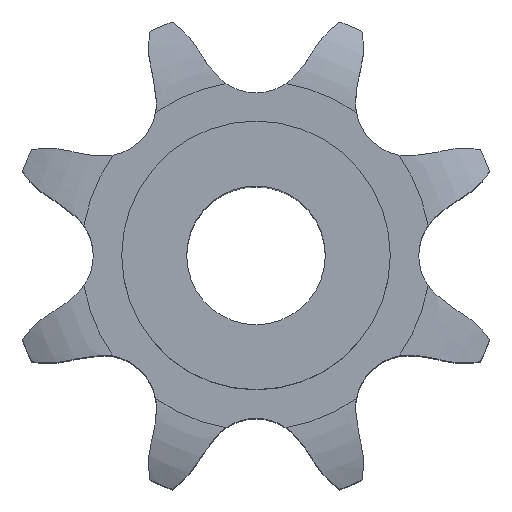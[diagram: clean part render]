
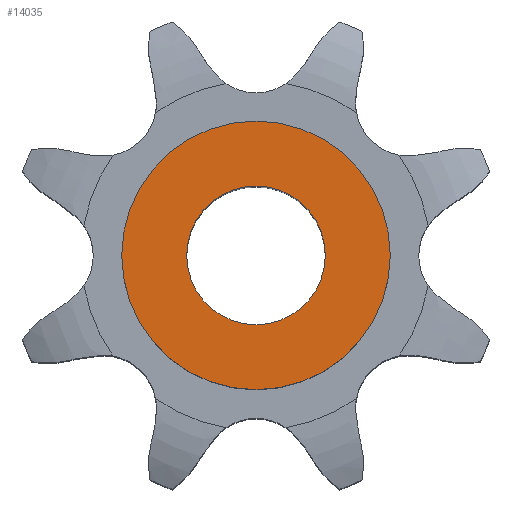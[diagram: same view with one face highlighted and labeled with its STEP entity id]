
A CAD part, top view. The second image highlights one B-rep face of the part: STEP entity #14035.
In plain terms, the highlighted planar face has unit normal (0, 0, 1).
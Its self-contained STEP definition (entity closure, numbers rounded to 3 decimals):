
#7715 = CYLINDRICAL_SURFACE('',#7716,8.);
#7716 = AXIS2_PLACEMENT_3D('',#7717,#7718,#7719);
#7717 = CARTESIAN_POINT('',(0.,0.,121.735));
#7718 = DIRECTION('',(0.,0.,1.));
#7719 = DIRECTION('',(1.,0.,0.));
#9647 = EDGE_CURVE('',#9648,#9648,#9650,.T.);
#9648 = VERTEX_POINT('',#9649);
#9649 = CARTESIAN_POINT('',(8.,0.,65.));
#9650 = SURFACE_CURVE('',#9651,(#9656,#9663),.PCURVE_S1.);
#9651 = CIRCLE('',#9652,8.);
#9652 = AXIS2_PLACEMENT_3D('',#9653,#9654,#9655);
#9653 = CARTESIAN_POINT('',(0.,0.,65.));
#9654 = DIRECTION('',(0.,0.,1.));
#9655 = DIRECTION('',(1.,0.,0.));
#9656 = PCURVE('',#7715,#9657);
#9657 = DEFINITIONAL_REPRESENTATION('',(#9658),#9662);
#9658 = LINE('',#9659,#9660);
#9659 = CARTESIAN_POINT('',(0.,-56.735));
#9660 = VECTOR('',#9661,1.);
#9661 = DIRECTION('',(1.,0.));
#9662 = ( GEOMETRIC_REPRESENTATION_CONTEXT(2) 
PARAMETRIC_REPRESENTATION_CONTEXT() REPRESENTATION_CONTEXT('2D SPACE',''
  ) );
#9663 = PCURVE('',#9664,#9669);
#9664 = PLANE('',#9665);
#9665 = AXIS2_PLACEMENT_3D('',#9666,#9667,#9668);
#9666 = CARTESIAN_POINT('',(0.,0.,65.)
  );
#9667 = DIRECTION('',(0.,0.,1.));
#9668 = DIRECTION('',(1.,0.,0.));
#9669 = DEFINITIONAL_REPRESENTATION('',(#9670),#9674);
#9670 = CIRCLE('',#9671,8.);
#9671 = AXIS2_PLACEMENT_2D('',#9672,#9673);
#9672 = CARTESIAN_POINT('',(0.,0.));
#9673 = DIRECTION('',(1.,0.));
#9674 = ( GEOMETRIC_REPRESENTATION_CONTEXT(2) 
PARAMETRIC_REPRESENTATION_CONTEXT() REPRESENTATION_CONTEXT('2D SPACE',''
  ) );
#14035 = ADVANCED_FACE('',(#14036,#14067),#9664,.T.);
#14036 = FACE_BOUND('',#14037,.T.);
#14037 = EDGE_LOOP('',(#14038));
#14038 = ORIENTED_EDGE('',*,*,#14039,.T.);
#14039 = EDGE_CURVE('',#14040,#14040,#14042,.T.);
#14040 = VERTEX_POINT('',#14041);
#14041 = CARTESIAN_POINT('',(15.5,0.,65.));
#14042 = SURFACE_CURVE('',#14043,(#14048,#14055),.PCURVE_S1.);
#14043 = CIRCLE('',#14044,15.5);
#14044 = AXIS2_PLACEMENT_3D('',#14045,#14046,#14047);
#14045 = CARTESIAN_POINT('',(0.,0.,65.));
#14046 = DIRECTION('',(0.,0.,1.));
#14047 = DIRECTION('',(1.,0.,0.));
#14048 = PCURVE('',#9664,#14049);
#14049 = DEFINITIONAL_REPRESENTATION('',(#14050),#14054);
#14050 = CIRCLE('',#14051,15.5);
#14051 = AXIS2_PLACEMENT_2D('',#14052,#14053);
#14052 = CARTESIAN_POINT('',(0.,0.));
#14053 = DIRECTION('',(1.,0.));
#14054 = ( GEOMETRIC_REPRESENTATION_CONTEXT(2) 
PARAMETRIC_REPRESENTATION_CONTEXT() REPRESENTATION_CONTEXT('2D SPACE',''
  ) );
#14055 = PCURVE('',#14056,#14061);
#14056 = CYLINDRICAL_SURFACE('',#14057,15.5);
#14057 = AXIS2_PLACEMENT_3D('',#14058,#14059,#14060);
#14058 = CARTESIAN_POINT('',(0.,0.,0.));
#14059 = DIRECTION('',(-0.,-0.,-1.));
#14060 = DIRECTION('',(1.,0.,0.));
#14061 = DEFINITIONAL_REPRESENTATION('',(#14062),#14066);
#14062 = LINE('',#14063,#14064);
#14063 = CARTESIAN_POINT('',(-0.,-65.));
#14064 = VECTOR('',#14065,1.);
#14065 = DIRECTION('',(-1.,0.));
#14066 = ( GEOMETRIC_REPRESENTATION_CONTEXT(2) 
PARAMETRIC_REPRESENTATION_CONTEXT() REPRESENTATION_CONTEXT('2D SPACE',''
  ) );
#14067 = FACE_BOUND('',#14068,.T.);
#14068 = EDGE_LOOP('',(#14069));
#14069 = ORIENTED_EDGE('',*,*,#9647,.F.);
